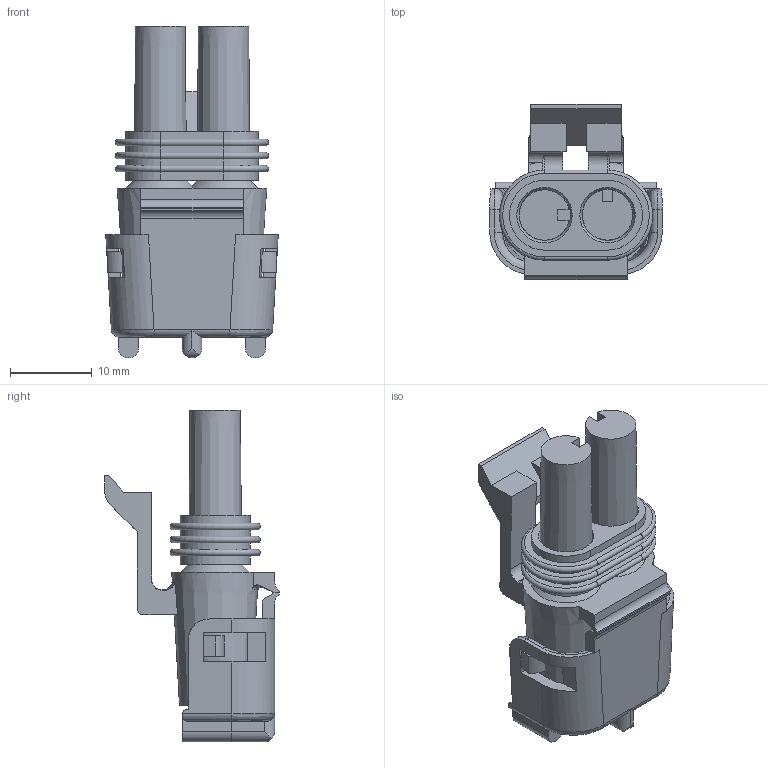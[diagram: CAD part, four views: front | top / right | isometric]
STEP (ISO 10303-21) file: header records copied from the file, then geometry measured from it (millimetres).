
FILE_DESCRIPTION(/* description */ (''),/* implementation_level */ '2;1');
FILE_NAME(/* name */ '12015792-ENV11_04-CONN.stp',/* time_stamp */ '2023-06-15T15:08:29+08:00',/* author */ (''),/* organization */ (''),/* preprocessor_version */ 'ST-DEVELOPER v16',/* originating_system */ 'SIEMENS PLM Software NX 11.0',/* authorisation */ '');
FILE_SCHEMA (('AUTOMOTIVE_DESIGN { 1 0 10303 214 3 1 1 1 }'));
Length unit declared in the file: millimetre
Products named in the file (1): 12015792-ENV11_04-CONN
Bounding box: 21.05 x 21.34 x 40.49 mm (x, y, z)
Volume: 5568.3 mm3; surface area: 4843 mm2
Topology: 3 solids, 3 shells, 200 faces, 553 edges, 363 vertices
Faces by surface type: plane 114, cylinder 58, cone 10, bspline 10, torus 8
Full cylindrical faces by diameter (mm): 5.85 x2
Entity records: 6785 total; most frequent: CARTESIAN_POINT 1687, ORIENTED_EDGE 1068, DIRECTION 1043, EDGE_CURVE 534, AXIS2_PLACEMENT_3D 362, VERTEX_POINT 354, LINE 319, VECTOR 319
